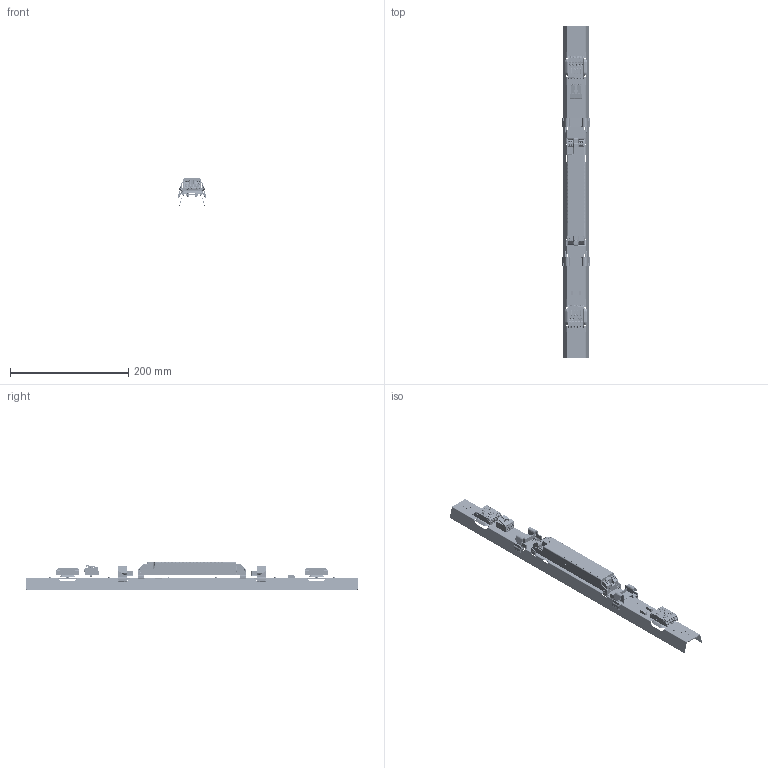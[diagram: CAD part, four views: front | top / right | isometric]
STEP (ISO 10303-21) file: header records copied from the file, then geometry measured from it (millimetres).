
FILE_DESCRIPTION(/* description */ ('This is a sample STEP configuration'),/* implementation_level */ '2;1');
FILE_NAME(/* name */ '715-07011b0xxxxxx SIMPLE.ipt_Rev_00.2.stp',/* time_stamp */ '2023-04-25T16:20:24+02:00',/* author */ ('powerJobs'),/* organization */ ('coolOrange'),/* preprocessor_version */ 'ST-DEVELOPER v19.2',/* originating_system */ 'Autodesk Inventor 2023',/* authorisation */ '');
FILE_SCHEMA (('AUTOMOTIVE_DESIGN { 1 0 10303 214 3 1 1 }'));
Products named in the file (1): ENG000025137
Bounding box: 47.39 x 561 x 46.51 mm (x, y, z)
Volume: 90744 mm3; surface area: 186317 mm2
Topology: 25 solids, 25 shells, 12608 faces, 34164 edges, 21645 vertices
Faces by surface type: plane 7928, cylinder 2707, bspline 1563, sphere 197, cone 112, torus 101
Full cylindrical faces by diameter (mm): 1.2 x2, 2.3 x2, 2.8 x12, 3.2 x6, 3.7 x8, 4.5 x6, 5.6 x1
Entity records: 473375 total; most frequent: CARTESIAN_POINT 160066, ORIENTED_EDGE 67974, DIRECTION 61112, EDGE_CURVE 33987, LINE 25078, VECTOR 25078, VERTEX_POINT 21643, AXIS2_PLACEMENT_3D 18017
